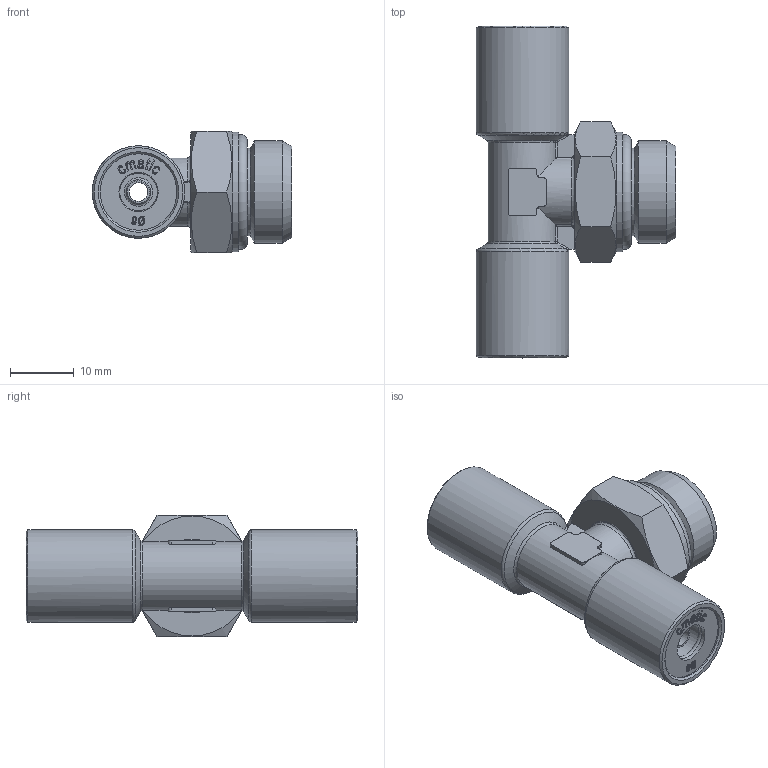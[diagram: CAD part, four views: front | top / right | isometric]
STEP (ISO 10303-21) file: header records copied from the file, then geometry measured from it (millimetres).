
FILE_DESCRIPTION(/* description */ ('STEP AP214'),/* implementation_level */ '2;1');
FILE_NAME(/* name */ 'T0110Q3S',/* time_stamp */ '2023-05-11T12:00:33+02:00',/* author */ ('License CC BY-ND 4.0'),/* organization */ ('CADENAS'),/* preprocessor_version */ 'ST-DEVELOPER v19.3',/* originating_system */ 'PARTsolutions',/* authorisation */ ' ');
FILE_SCHEMA (('AUTOMOTIVE_DESIGN {1 0 10303 214 3 1 1}'));
Length unit declared in the file: millimetre
Products named in the file (1): T0110Q3S
Bounding box: 31.25 x 52 x 19 mm (x, y, z)
Volume: 9242.5 mm3; surface area: 6315.6 mm2
Topology: 1 solids, 1 shells, 413 faces, 1088 edges, 711 vertices
Faces by surface type: plane 170, bspline 160, cylinder 48, cone 18, torus 15, sphere 2
Full cylindrical faces by diameter (mm): 2.95 x2, 3.85 x2, 4 x2, 5 x1, 6.15 x4, 10 x1, 12 x2, 13.7 x1, 14.5 x2, 16 x1, 18.8 x1
Entity records: 22640 total; most frequent: CARTESIAN_POINT 10893, ORIENTED_EDGE 2068, DIRECTION 1288, EDGE_CURVE 1034, VERTEX_POINT 697, LINE 532, VECTOR 532, EDGE_LOOP 491
